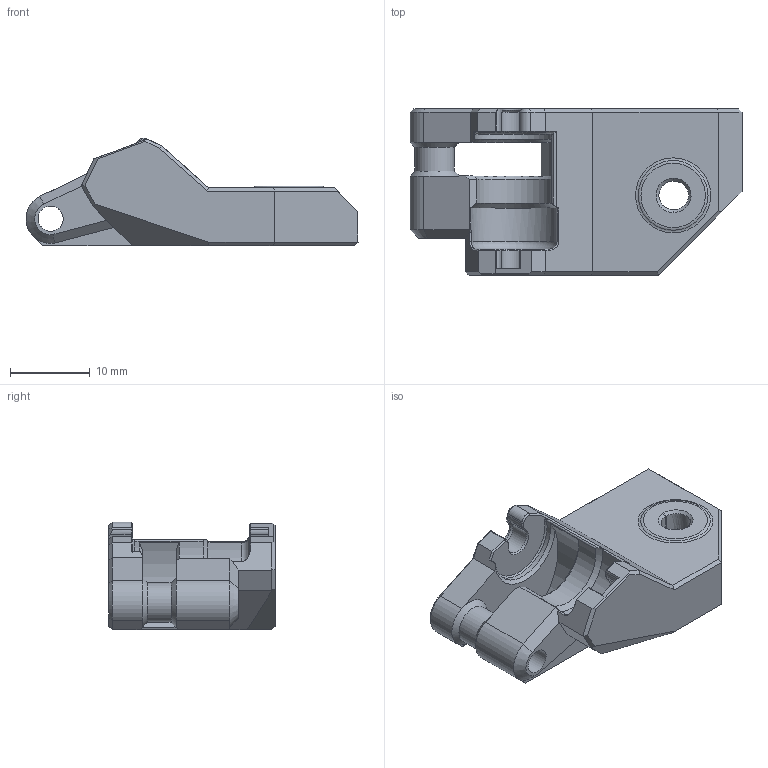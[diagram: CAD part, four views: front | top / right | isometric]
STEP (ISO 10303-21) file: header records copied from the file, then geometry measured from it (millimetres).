
FILE_DESCRIPTION(/* description */ ('STEP AP242 Edition 2','CAx-IF Rec.Pracs.---Representation and Presentation of Product Manufacturing Information (PMI)---4.0---2014-10-13','CAx-IF Rec.Pracs.---3D Tessellated Geometry---0.4---2014-09-14','2;1','CAx-IF Rec.Pracs.---User Defined Attributes---1.5---2016-08-15'),/* implementation_level */ '2;1');
FILE_NAME(/* name */ 'A4T - WWBMG - Beefy_Tension_Arm - BMG_Idler',/* time_stamp */ '2025-11-30T19:42:28Z',/* author */ (''),/* organization */ (''),/* preprocessor_version */ 'ST-DEVELOPER v20',/* originating_system */ 'ONSHAPE BY PTC INC, 1.207',/* authorisation */ ' ');
FILE_SCHEMA (('AP242_MANAGED_MODEL_BASED_3D_ENGINEERING_MIM_LF { 1 0 10303 442 3 1 4 }'));
Length unit declared in the file: metre
Products named in the file (1): A4T - WWBMG - Beefy_Tension_Arm - BMG_Idler
Bounding box: 41.56 x 20.8 x 13.46 mm (x, y, z)
Volume: 4807.7 mm3; surface area: 3023.6 mm2
Topology: 1 solids, 1 shells, 163 faces, 428 edges, 267 vertices
Faces by surface type: plane 110, cylinder 20, cone 20, bspline 10, torus 3
Full cylindrical faces by diameter (mm): 3.15 x1, 4.95 x1
Entity records: 5326 total; most frequent: CARTESIAN_POINT 1441, ORIENTED_EDGE 836, DIRECTION 737, EDGE_CURVE 418, LINE 285, VECTOR 285, VERTEX_POINT 264, AXIS2_PLACEMENT_3D 226
